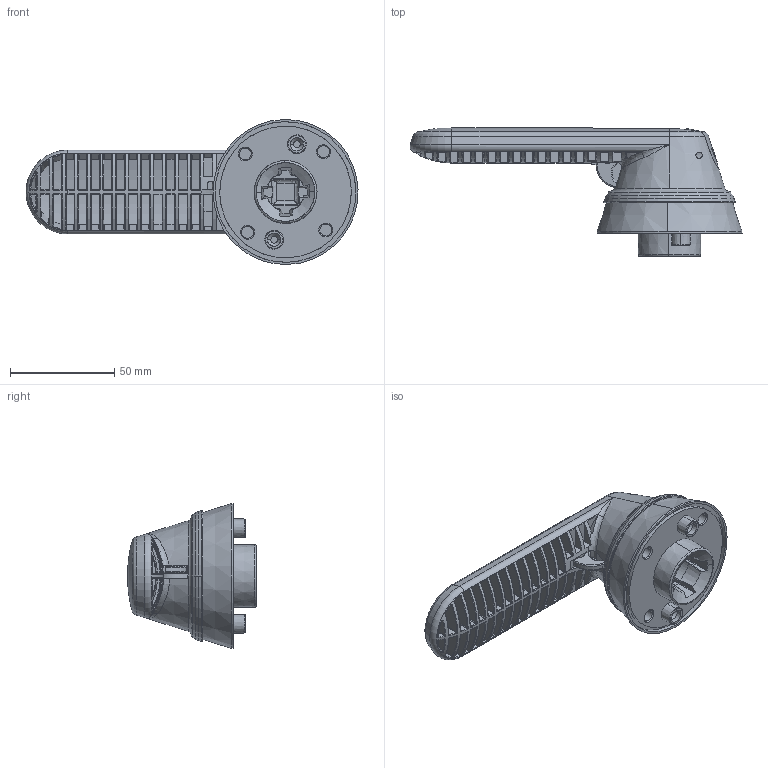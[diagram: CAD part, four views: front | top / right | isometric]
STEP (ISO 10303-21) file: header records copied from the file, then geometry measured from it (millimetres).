
FILE_DESCRIPTION((''),'2;1');
FILE_NAME('OHB125LH12_ASM_SW0001_1_1','2024-10-17T10:49:57',('FIRARAN'),(''),'CREO PARAMETRIC BY PTC INC, 2022364','CREO PARAMETRIC BY PTC INC, 2022364','');
FILE_SCHEMA(('AUTOMOTIVE_DESIGN { 1 0 10303 214 1 1 1 1 }'));
Length unit declared in the file: millimetre
Products named in the file (1): OHB125LH12_ASM_SW0001_1_1
Bounding box: 158.88 x 61.7 x 69.37 mm (x, y, z)
Volume: 141009.9 mm3; surface area: 45348.5 mm2
Topology: 1 solids, 1 shells, 931 faces, 2295 edges, 1406 vertices
Faces by surface type: cylinder 269, plane 234, bspline 204, torus 117, cone 72, extrusion 19, sphere 16
Entity records: 59342 total; most frequent: CARTESIAN_POINT 28144, ORIENTED_EDGE 4564, DIRECTION 3776, EDGE_CURVE 2282, FILL_AREA_STYLE_COLOUR 1662, FILL_AREA_STYLE 1662, SURFACE_STYLE_FILL_AREA 1662, SURFACE_SIDE_STYLE 1662
